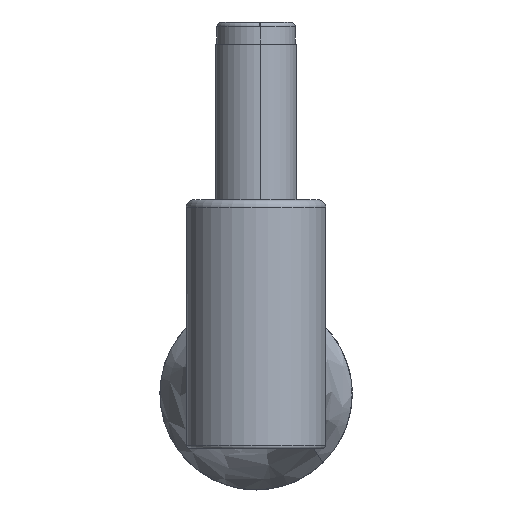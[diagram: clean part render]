
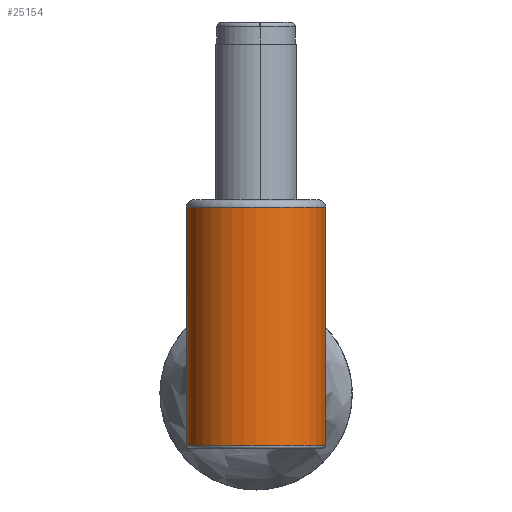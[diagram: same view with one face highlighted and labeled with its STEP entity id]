
A CAD part, top view. The second image highlights one B-rep face of the part: STEP entity #25154.
In plain terms, the highlighted cylindrical face has radius 4.7 mm (diameter 9.4 mm), a partial arc.
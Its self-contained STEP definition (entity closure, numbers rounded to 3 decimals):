
#101 = CARTESIAN_POINT ( 'NONE',  ( -4.7, -0.001, 0.2 ) ) ;
#308 = EDGE_CURVE ( 'NONE', #11706, #18111, #5840, .T. ) ;
#406 = CARTESIAN_POINT ( 'NONE',  ( -4.7, 0., 16.8 ) ) ;
#804 = EDGE_CURVE ( 'NONE', #5192, #11706, #19314, .T. ) ;
#1322 = CARTESIAN_POINT ( 'NONE',  ( -4.7, 0., 16.3 ) ) ;
#1950 = EDGE_CURVE ( 'NONE', #18111, #12534, #3747, .T. ) ;
#2247 = DIRECTION ( 'NONE',  ( 0., 0., -1. ) ) ;
#2548 = DIRECTION ( 'NONE',  ( 1., 0., 0. ) ) ;
#3458 = ORIENTED_EDGE ( 'NONE', *, *, #25904, .T. ) ;
#3676 = CYLINDRICAL_SURFACE ( 'NONE', #4710, 4.7 ) ;
#3747 =( BOUNDED_CURVE ( )  B_SPLINE_CURVE ( 3, ( #8139, #4295, #101, #16051 ),
 .UNSPECIFIED., .F., .T. ) 
 B_SPLINE_CURVE_WITH_KNOTS ( ( 4, 4 ),
 ( 4.712, 4.713 ),
 .UNSPECIFIED. ) 
 CURVE ( )  GEOMETRIC_REPRESENTATION_ITEM ( )  RATIONAL_B_SPLINE_CURVE ( ( 1., 1., 1., 1. ) ) 
 REPRESENTATION_ITEM ( '' )  );
#4295 = CARTESIAN_POINT ( 'NONE',  ( -4.7, -0.001, 0.2 ) ) ;
#4710 = AXIS2_PLACEMENT_3D ( 'NONE', #17207, #25168, #23009 ) ;
#4753 = DIRECTION ( 'NONE',  ( 1., 0., 0. ) ) ;
#5192 = VERTEX_POINT ( 'NONE', #25221 ) ;
#5840 = LINE ( 'NONE', #406, #10922 ) ;
#6531 = VERTEX_POINT ( 'NONE', #16300 ) ;
#7939 = CARTESIAN_POINT ( 'NONE',  ( 4.7, 0., 0.2 ) ) ;
#8139 = CARTESIAN_POINT ( 'NONE',  ( -4.7, 0., 0.2 ) ) ;
#8187 = EDGE_CURVE ( 'NONE', #5192, #17701, #23348, .T. ) ;
#8668 = CARTESIAN_POINT ( 'NONE',  ( 0., 0., 0.2 ) ) ;
#9275 = ORIENTED_EDGE ( 'NONE', *, *, #804, .T. ) ;
#10369 = AXIS2_PLACEMENT_3D ( 'NONE', #8668, #18368, #2548 ) ;
#10874 = DIRECTION ( 'NONE',  ( 0., 0., -1. ) ) ;
#10922 = VECTOR ( 'NONE', #2247, 1000. ) ;
#11638 = CARTESIAN_POINT ( 'NONE',  ( 4.7, -0.001, 0.2 ) ) ;
#11706 = VERTEX_POINT ( 'NONE', #1322 ) ;
#12353 = DIRECTION ( 'NONE',  ( 0., 0., -1. ) ) ;
#12534 = VERTEX_POINT ( 'NONE', #17599 ) ;
#13125 = CARTESIAN_POINT ( 'NONE',  ( -4.7, 0., 0.2 ) ) ;
#13385 = ORIENTED_EDGE ( 'NONE', *, *, #1950, .T. ) ;
#15279 = ORIENTED_EDGE ( 'NONE', *, *, #8187, .F. ) ;
#16051 = CARTESIAN_POINT ( 'NONE',  ( -4.7, -0.002, 0.2 ) ) ;
#16300 = CARTESIAN_POINT ( 'NONE',  ( 4.7, -0.002, 0.2 ) ) ;
#17207 = CARTESIAN_POINT ( 'NONE',  ( 0., 0., 16.8 ) ) ;
#17599 = CARTESIAN_POINT ( 'NONE',  ( -4.7, -0.002, 0.2 ) ) ;
#17620 =( BOUNDED_CURVE ( )  B_SPLINE_CURVE ( 3, ( #25773, #19831, #11638, #7939 ),
 .UNSPECIFIED., .F., .T. ) 
 B_SPLINE_CURVE_WITH_KNOTS ( ( 4, 4 ),
 ( 1.57, 1.571 ),
 .UNSPECIFIED. ) 
 CURVE ( )  GEOMETRIC_REPRESENTATION_ITEM ( )  RATIONAL_B_SPLINE_CURVE ( ( 1., 1., 1., 1. ) ) 
 REPRESENTATION_ITEM ( '' )  );
#17701 = VERTEX_POINT ( 'NONE', #21203 ) ;
#18111 = VERTEX_POINT ( 'NONE', #13125 ) ;
#18368 = DIRECTION ( 'NONE',  ( 0., 0., 1. ) ) ;
#19314 = CIRCLE ( 'NONE', #19751, 4.7 ) ;
#19751 = AXIS2_PLACEMENT_3D ( 'NONE', #24829, #10874, #4753 ) ;
#19790 = CIRCLE ( 'NONE', #10369, 4.7 ) ;
#19807 = EDGE_CURVE ( 'NONE', #6531, #17701, #17620, .T. ) ;
#19831 = CARTESIAN_POINT ( 'NONE',  ( 4.7, -0.001, 0.2 ) ) ;
#20218 = CARTESIAN_POINT ( 'NONE',  ( 4.7, 0., 16.8 ) ) ;
#21203 = CARTESIAN_POINT ( 'NONE',  ( 4.7, 0., 0.2 ) ) ;
#21279 = FACE_OUTER_BOUND ( 'NONE', #24979, .T. ) ;
#22753 = ORIENTED_EDGE ( 'NONE', *, *, #19807, .T. ) ;
#23009 = DIRECTION ( 'NONE',  ( -1., 0., 0. ) ) ;
#23348 = LINE ( 'NONE', #20218, #25512 ) ;
#24329 = ORIENTED_EDGE ( 'NONE', *, *, #308, .T. ) ;
#24829 = CARTESIAN_POINT ( 'NONE',  ( 0., 0., 16.3 ) ) ;
#24979 = EDGE_LOOP ( 'NONE', ( #15279, #9275, #24329, #13385, #3458, #22753 ) ) ;
#25154 = ADVANCED_FACE ( 'NONE', ( #21279 ), #3676, .T. ) ;
#25168 = DIRECTION ( 'NONE',  ( 0., 0., -1. ) ) ;
#25221 = CARTESIAN_POINT ( 'NONE',  ( 4.7, 0., 16.3 ) ) ;
#25512 = VECTOR ( 'NONE', #12353, 1000. ) ;
#25773 = CARTESIAN_POINT ( 'NONE',  ( 4.7, -0.002, 0.2 ) ) ;
#25904 = EDGE_CURVE ( 'NONE', #12534, #6531, #19790, .T. ) ;
